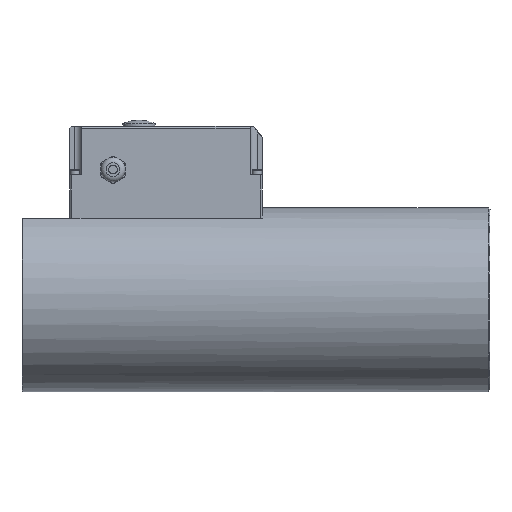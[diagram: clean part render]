
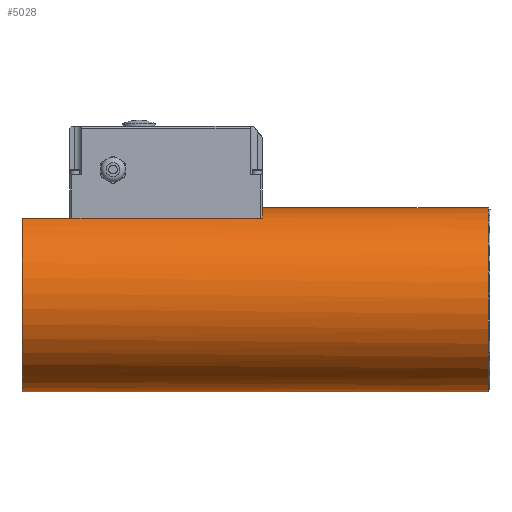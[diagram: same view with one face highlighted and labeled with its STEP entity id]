
A CAD part, front view. The second image highlights one B-rep face of the part: STEP entity #5028.
In plain terms, the highlighted cylindrical face has radius 53 mm (diameter 106 mm), a full revolution.
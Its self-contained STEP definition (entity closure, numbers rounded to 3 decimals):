
#336=CYLINDRICAL_SURFACE('',#5460,53.);
#570=LINE('',#9151,#862);
#571=LINE('',#9152,#863);
#862=VECTOR('',#6521,138.05);
#863=VECTOR('',#6522,138.05);
#1000=FACE_BOUND('',#1647,.T.);
#1276=FACE_OUTER_BOUND('',#1646,.T.);
#1646=EDGE_LOOP('',(#4062));
#1647=EDGE_LOOP('',(#4063,#4064,#4065,#4066,#4067));
#1858=CIRCLE('',#5451,53.);
#1863=CIRCLE('',#5461,53.);
#1864=CIRCLE('',#5462,53.);
#1865=CIRCLE('',#5463,53.);
#2258=VERTEX_POINT('',#9127);
#2259=VERTEX_POINT('',#9128);
#2264=VERTEX_POINT('',#9144);
#2265=VERTEX_POINT('',#9146);
#2266=VERTEX_POINT('',#9147);
#2267=VERTEX_POINT('',#9149);
#2882=EDGE_CURVE('',#2258,#2259,#1858,.T.);
#2887=EDGE_CURVE('',#2264,#2264,#1863,.T.);
#2888=EDGE_CURVE('',#2265,#2266,#1864,.T.);
#2889=EDGE_CURVE('',#2267,#2265,#1865,.T.);
#2890=EDGE_CURVE('',#2267,#2258,#570,.T.);
#2891=EDGE_CURVE('',#2259,#2266,#571,.T.);
#4062=ORIENTED_EDGE('',*,*,#2887,.F.);
#4063=ORIENTED_EDGE('',*,*,#2888,.F.);
#4064=ORIENTED_EDGE('',*,*,#2889,.F.);
#4065=ORIENTED_EDGE('',*,*,#2890,.T.);
#4066=ORIENTED_EDGE('',*,*,#2882,.T.);
#4067=ORIENTED_EDGE('',*,*,#2891,.T.);
#5028=ADVANCED_FACE('',(#1276,#1000),#336,.T.);
#5451=AXIS2_PLACEMENT_3D('',#9130,#6495,#6496);
#5460=AXIS2_PLACEMENT_3D('',#9143,#6513,#6514);
#5461=AXIS2_PLACEMENT_3D('',#9145,#6515,#6516);
#5462=AXIS2_PLACEMENT_3D('',#9148,#6517,#6518);
#5463=AXIS2_PLACEMENT_3D('',#9150,#6519,#6520);
#6495=DIRECTION('center_axis',(1.,0.,0.));
#6496=DIRECTION('ref_axis',(0.,0.5,0.866));
#6513=DIRECTION('center_axis',(1.,0.,0.));
#6514=DIRECTION('ref_axis',(0.,0.5,0.866));
#6515=DIRECTION('center_axis',(1.,0.,0.));
#6516=DIRECTION('ref_axis',(0.,-0.956,-0.292));
#6517=DIRECTION('center_axis',(-1.,0.,0.));
#6518=DIRECTION('ref_axis',(0.,-0.5,-0.866));
#6519=DIRECTION('center_axis',(-1.,0.,0.));
#6520=DIRECTION('ref_axis',(0.,-0.5,-0.866));
#6521=DIRECTION('',(1.,0.,0.));
#6522=DIRECTION('',(-1.,0.,0.));
#9127=CARTESIAN_POINT('',(59.75,26.5,-46.003));
#9128=CARTESIAN_POINT('',(59.75,-22.5,-46.003));
#9130=CARTESIAN_POINT('Origin',(59.75,2.,-93.));
#9143=CARTESIAN_POINT('Origin',(-72.8,2.,-93.));
#9144=CARTESIAN_POINT('',(189.9,52.691,-77.526));
#9145=CARTESIAN_POINT('Origin',(189.9,2.,-93.));
#9146=CARTESIAN_POINT('',(-78.3,28.5,-47.101));
#9147=CARTESIAN_POINT('',(-78.3,-22.5,-46.003));
#9148=CARTESIAN_POINT('Origin',(-78.3,2.,-93.));
#9149=CARTESIAN_POINT('',(-78.3,26.5,-46.003));
#9150=CARTESIAN_POINT('Origin',(-78.3,2.,-93.));
#9151=CARTESIAN_POINT('',(-72.8,26.5,-46.003));
#9152=CARTESIAN_POINT('',(-72.8,-22.5,-46.003));
